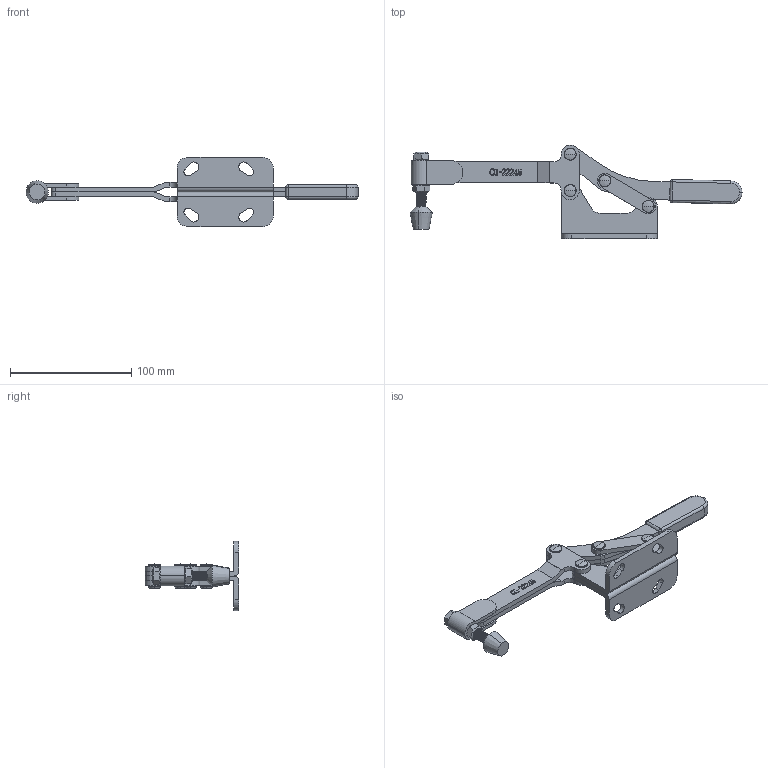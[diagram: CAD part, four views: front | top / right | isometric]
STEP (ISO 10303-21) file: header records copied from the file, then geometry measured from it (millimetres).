
FILE_DESCRIPTION (( 'STEP AP203' ), '1' );
FILE_NAME ('CH-22245.STEP', '2017-11-20T06:41:11', ( 'Windows' ), ( 'Microsoft' ), 'SwSTEP 2.0', 'SolidWorks 2015', '' );
FILE_SCHEMA (( 'CONFIG_CONTROL_DESIGN' ));
Length unit declared in the file: millimetre
Products named in the file (10): 22235-06; CH-FC-56212-01; CH-FC-56212; 22235-05; 2245妗陑揤參; 蹟邡殤BR; 22235-01; CH-22245; 22235-03; 22235-04
Assembly tree (14 placements, depth 2):
  CH-22245
    22235-01
    22235-03
    22235-04  x2
    22235-06  x4
    CH-FC-56212-01  x2
    CH-FC-56212
    22235-05
    2245妗陑揤參
    蹟邡殤BR
Bounding box: 274 x 77.25 x 57.2 mm (x, y, z)
Volume: 94556.9 mm3; surface area: 62033.9 mm2
Topology: 16 solids, 16 shells, 823 faces, 2195 edges, 1428 vertices
Faces by surface type: plane 334, cylinder 239, bspline 159, cone 43, torus 36, sphere 12
Entity records: 33961 total; most frequent: CARTESIAN_POINT 15993, ORIENTED_EDGE 3884, DIRECTION 2883, EDGE_CURVE 1942, VERTEX_POINT 1278, LINE 1151, VECTOR 1151, AXIS2_PLACEMENT_3D 866
